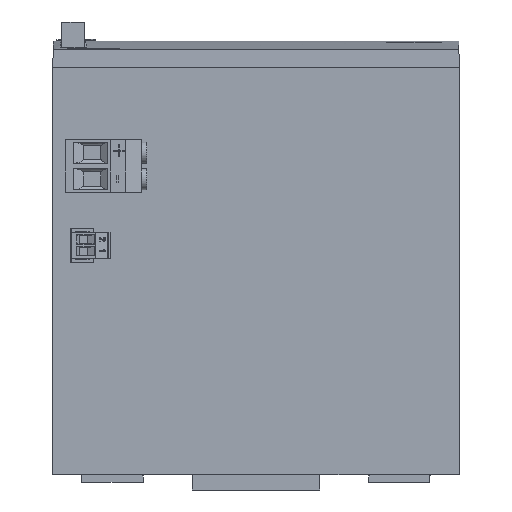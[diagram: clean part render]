
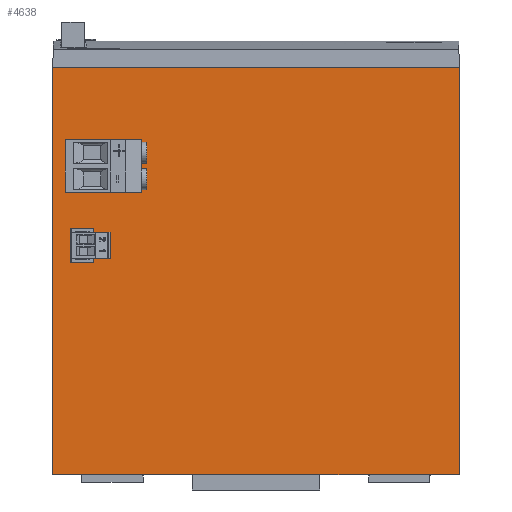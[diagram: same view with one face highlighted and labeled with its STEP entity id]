
A CAD part, front view. The second image highlights one B-rep face of the part: STEP entity #4638.
In plain terms, the highlighted planar face has unit normal (0, -1, 0).
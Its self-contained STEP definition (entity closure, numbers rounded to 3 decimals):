
#561=FACE_BOUND('',#6901,.T.);
#562=FACE_BOUND('',#6902,.T.);
#563=FACE_BOUND('',#6903,.T.);
#1128=LINE('',#40941,#2347);
#1133=LINE('',#41008,#2352);
#1140=LINE('',#41074,#2359);
#1141=LINE('',#41075,#2360);
#1142=LINE('',#41076,#2361);
#1143=LINE('',#41079,#2362);
#1144=LINE('',#41081,#2363);
#1145=LINE('',#41083,#2364);
#1146=LINE('',#41084,#2365);
#1147=LINE('',#41087,#2366);
#1148=LINE('',#41089,#2367);
#1149=LINE('',#41091,#2368);
#2347=VECTOR('',#21888,1.);
#2352=VECTOR('',#21909,1.);
#2359=VECTOR('',#21934,1.);
#2360=VECTOR('',#21935,1.);
#2361=VECTOR('',#21936,1.);
#2362=VECTOR('',#21937,1.);
#2363=VECTOR('',#21938,1.);
#2364=VECTOR('',#21939,1.);
#2365=VECTOR('',#21940,1.);
#2366=VECTOR('',#21941,1.);
#2367=VECTOR('',#21942,1.);
#2368=VECTOR('',#21943,1.);
#3223=PLANE('',#18972);
#4638=ADVANCED_FACE('NONE',(#561,#562,#563),#3223,.T.);
#6901=EDGE_LOOP('',(#11100,#11101,#11102,#11103));
#6902=EDGE_LOOP('',(#11104,#11105,#11106,#11107));
#6903=EDGE_LOOP('',(#11108,#11109,#11110,#11111));
#11100=ORIENTED_EDGE('',*,*,#16052,.T.);
#11101=ORIENTED_EDGE('',*,*,#16068,.F.);
#11102=ORIENTED_EDGE('',*,*,#16038,.T.);
#11103=ORIENTED_EDGE('',*,*,#16069,.F.);
#11104=ORIENTED_EDGE('',*,*,#16070,.F.);
#11105=ORIENTED_EDGE('',*,*,#16071,.T.);
#11106=ORIENTED_EDGE('',*,*,#16072,.T.);
#11107=ORIENTED_EDGE('',*,*,#16073,.T.);
#11108=ORIENTED_EDGE('',*,*,#16074,.F.);
#11109=ORIENTED_EDGE('',*,*,#16075,.T.);
#11110=ORIENTED_EDGE('',*,*,#16076,.F.);
#11111=ORIENTED_EDGE('',*,*,#16077,.F.);
#13669=VERTEX_POINT('',#40935);
#13672=VERTEX_POINT('',#40940);
#13684=VERTEX_POINT('',#41009);
#13685=VERTEX_POINT('',#41010);
#13699=VERTEX_POINT('',#41077);
#13700=VERTEX_POINT('',#41078);
#13701=VERTEX_POINT('',#41080);
#13702=VERTEX_POINT('',#41082);
#13703=VERTEX_POINT('',#41085);
#13704=VERTEX_POINT('',#41086);
#13705=VERTEX_POINT('',#41088);
#13706=VERTEX_POINT('',#41090);
#16038=EDGE_CURVE('',#13669,#13672,#1128,.T.);
#16052=EDGE_CURVE('NONE',#13684,#13685,#1133,.T.);
#16068=EDGE_CURVE('',#13669,#13685,#1140,.T.);
#16069=EDGE_CURVE('',#13684,#13672,#1141,.T.);
#16070=EDGE_CURVE('',#13699,#13700,#1142,.T.);
#16071=EDGE_CURVE('',#13699,#13701,#1143,.T.);
#16072=EDGE_CURVE('',#13701,#13702,#1144,.T.);
#16073=EDGE_CURVE('',#13702,#13700,#1145,.T.);
#16074=EDGE_CURVE('',#13703,#13704,#1146,.T.);
#16075=EDGE_CURVE('',#13703,#13705,#1147,.T.);
#16076=EDGE_CURVE('',#13706,#13705,#1148,.T.);
#16077=EDGE_CURVE('',#13704,#13706,#1149,.T.);
#18972=AXIS2_PLACEMENT_3D('',#41092,#21944,#21945);
#21888=DIRECTION('',(1.,0.,0.));
#21909=DIRECTION('',(-1.,0.,0.));
#21934=DIRECTION('',(0.,0.,1.));
#21935=DIRECTION('',(0.,0.,-1.));
#21936=DIRECTION('',(-1.,0.,0.));
#21937=DIRECTION('',(0.,0.,-1.));
#21938=DIRECTION('',(-1.,0.,0.));
#21939=DIRECTION('',(0.,0.,1.));
#21940=DIRECTION('',(0.,0.,1.));
#21941=DIRECTION('',(-1.,0.,0.));
#21942=DIRECTION('',(0.,0.,-1.));
#21943=DIRECTION('',(-1.,0.,0.));
#21944=DIRECTION('',(0.,-1.,0.));
#21945=DIRECTION('',(1.,0.,0.));
#40935=CARTESIAN_POINT('',(0.,30.54,5.8));
#40940=CARTESIAN_POINT('',(157.,30.54,5.8));
#40941=CARTESIAN_POINT('',(82.,30.54,5.8));
#41008=CARTESIAN_POINT('',(78.5,30.54,163.3));
#41009=CARTESIAN_POINT('',(157.,30.54,163.3));
#41010=CARTESIAN_POINT('',(0.,30.54,163.3));
#41074=CARTESIAN_POINT('',(0.,30.54,-300.269));
#41075=CARTESIAN_POINT('',(157.,30.54,161.8));
#41076=CARTESIAN_POINT('',(-157.519,30.54,135.49));
#41077=CARTESIAN_POINT('',(20.939,30.54,135.49));
#41078=CARTESIAN_POINT('',(6.939,30.54,135.49));
#41079=CARTESIAN_POINT('',(20.939,30.54,-300.269));
#41080=CARTESIAN_POINT('',(20.939,30.54,114.77));
#41081=CARTESIAN_POINT('',(-157.519,30.54,114.77));
#41082=CARTESIAN_POINT('',(6.939,30.54,114.77));
#41083=CARTESIAN_POINT('',(6.939,30.54,-300.269));
#41084=CARTESIAN_POINT('',(15.915,30.54,-300.269));
#41085=CARTESIAN_POINT('',(15.915,30.54,87.77));
#41086=CARTESIAN_POINT('',(15.915,30.54,101.13));
#41087=CARTESIAN_POINT('',(-157.519,30.54,87.77));
#41088=CARTESIAN_POINT('',(6.945,30.54,87.77));
#41089=CARTESIAN_POINT('',(6.945,30.54,-300.269));
#41090=CARTESIAN_POINT('',(6.945,30.54,101.13));
#41091=CARTESIAN_POINT('',(-157.519,30.54,101.13));
#41092=CARTESIAN_POINT('',(-157.519,30.54,-300.269));
